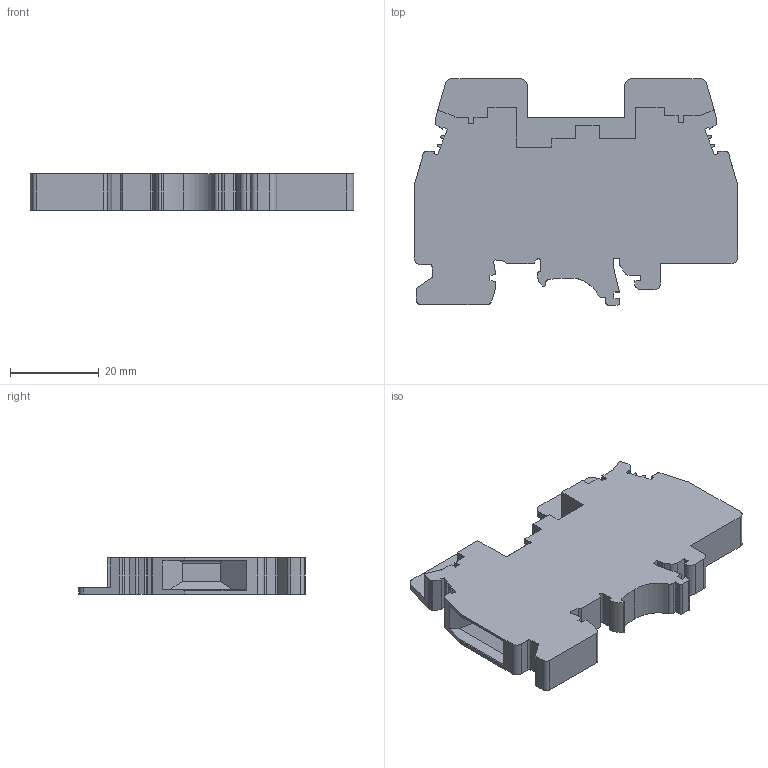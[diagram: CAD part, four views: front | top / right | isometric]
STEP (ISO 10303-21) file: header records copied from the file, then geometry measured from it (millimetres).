
FILE_DESCRIPTION((''),'2;1');
FILE_NAME('UKJ-6S','2021-09-03T',('Administrator'),(''),'PRO/ENGINEER BY PARAMETRIC TECHNOLOGY CORPORATION, 2013230','PRO/ENGINEER BY PARAMETRIC TECHNOLOGY CORPORATION, 2013230','');
FILE_SCHEMA(('AUTOMOTIVE_DESIGN { 1 0 10303 214 1 1 1 1 }'));
Length unit declared in the file: millimetre
Products named in the file (1): UKJ-6S
Bounding box: 72.8 x 51 x 8.2 mm (x, y, z)
Volume: 19877.9 mm3; surface area: 8738 mm2
Topology: 1 solids, 1 shells, 155 faces, 459 edges, 306 vertices
Faces by surface type: plane 113, cylinder 42
Entity records: 5247 total; most frequent: CARTESIAN_POINT 985, ORIENTED_EDGE 918, DIRECTION 823, EDGE_CURVE 459, VECTOR 375, LINE 375, VERTEX_POINT 306, AXIS2_PLACEMENT_3D 224
